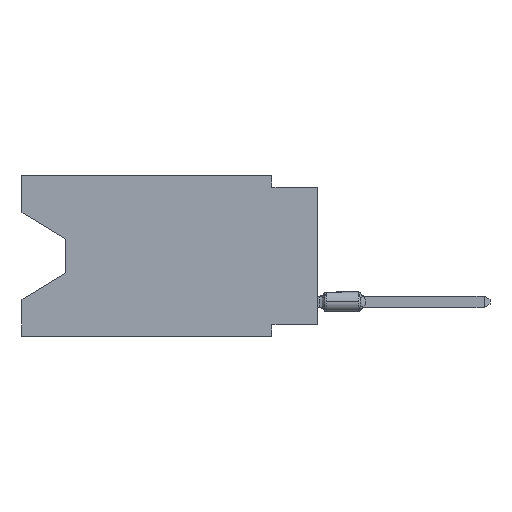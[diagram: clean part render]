
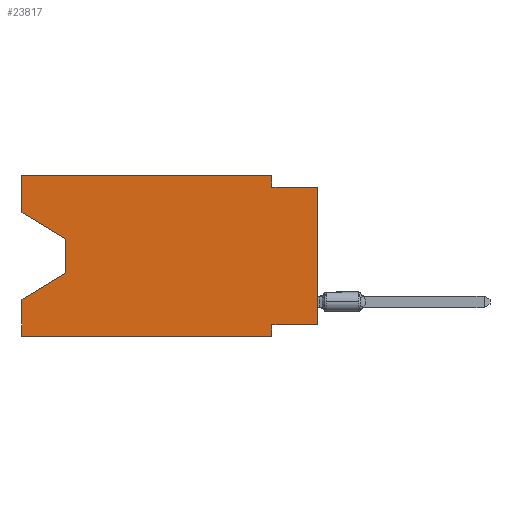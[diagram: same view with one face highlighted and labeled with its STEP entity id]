
A CAD part, left-side view. The second image highlights one B-rep face of the part: STEP entity #23817.
In plain terms, the highlighted planar face has unit normal (-1, 0, 0).
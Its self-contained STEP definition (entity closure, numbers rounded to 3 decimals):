
#60 = CARTESIAN_POINT ( 'NONE',  ( 0., 16.383, 0. ) ) ;
#830 = VERTEX_POINT ( 'NONE', #26519 ) ;
#872 = VECTOR ( 'NONE', #15303, 1000. ) ;
#1410 = CARTESIAN_POINT ( 'NONE',  ( 0., 13.97, -5.385 ) ) ;
#1450 = ORIENTED_EDGE ( 'NONE', *, *, #25825, .T. ) ;
#1627 = PLANE ( 'NONE',  #9539 ) ;
#1718 = CARTESIAN_POINT ( 'NONE',  ( 0., 16.383, -8.89 ) ) ;
#2389 = CARTESIAN_POINT ( 'NONE',  ( 0., 0., -8.255 ) ) ;
#3285 = VERTEX_POINT ( 'NONE', #10690 ) ;
#3394 = LINE ( 'NONE', #20302, #14905 ) ;
#4071 = LINE ( 'NONE', #1718, #6633 ) ;
#4238 = VERTEX_POINT ( 'NONE', #23264 ) ;
#4410 = CARTESIAN_POINT ( 'NONE',  ( 0., 2.54, 0. ) ) ;
#4578 = CARTESIAN_POINT ( 'NONE',  ( 0., 16.383, -8.89 ) ) ;
#5234 = CARTESIAN_POINT ( 'NONE',  ( 0., 16.383, 0. ) ) ;
#5992 = VECTOR ( 'NONE', #12921, 1000. ) ;
#6145 = CARTESIAN_POINT ( 'NONE',  ( 0., 13.97, -3.505 ) ) ;
#6187 = EDGE_CURVE ( 'NONE', #22711, #3285, #26174, .T. ) ;
#6633 = VECTOR ( 'NONE', #10013, 1000. ) ;
#6852 = CARTESIAN_POINT ( 'NONE',  ( 0., 0., -8.255 ) ) ;
#7089 = EDGE_CURVE ( 'NONE', #23131, #23947, #21561, .T. ) ;
#7568 = CARTESIAN_POINT ( 'NONE',  ( 0., 16.383, 0. ) ) ;
#7914 = DIRECTION ( 'NONE',  ( 0., 0., -1. ) ) ;
#8200 = ORIENTED_EDGE ( 'NONE', *, *, #26695, .F. ) ;
#8248 = EDGE_CURVE ( 'NONE', #10672, #22627, #4071, .T. ) ;
#8309 = EDGE_CURVE ( 'NONE', #4238, #830, #10288, .T. ) ;
#8547 = EDGE_LOOP ( 'NONE', ( #23647, #1450, #18383, #20613, #18595, #16912, #14708, #21187, #27045, #12244, #8200, #24358 ) ) ;
#9178 = CARTESIAN_POINT ( 'NONE',  ( 0., 0., 0. ) ) ;
#9539 = AXIS2_PLACEMENT_3D ( 'NONE', #7568, #20342, #12143 ) ;
#10013 = DIRECTION ( 'NONE',  ( 0., -1., 0. ) ) ;
#10170 = CARTESIAN_POINT ( 'NONE',  ( 0., 2.54, -8.89 ) ) ;
#10288 = LINE ( 'NONE', #10975, #14581 ) ;
#10397 = LINE ( 'NONE', #21081, #15572 ) ;
#10540 = DIRECTION ( 'NONE',  ( 0., 0., 1. ) ) ;
#10672 = VERTEX_POINT ( 'NONE', #4578 ) ;
#10690 = CARTESIAN_POINT ( 'NONE',  ( 0., 0., -0.635 ) ) ;
#10975 = CARTESIAN_POINT ( 'NONE',  ( 0., 16.383, -2.038 ) ) ;
#11746 = EDGE_CURVE ( 'NONE', #4238, #23652, #10397, .T. ) ;
#11963 = DIRECTION ( 'NONE',  ( 0., 0., -1. ) ) ;
#12143 = DIRECTION ( 'NONE',  ( 0., 0., -1. ) ) ;
#12244 = ORIENTED_EDGE ( 'NONE', *, *, #23024, .F. ) ;
#12921 = DIRECTION ( 'NONE',  ( 0., 0., -1. ) ) ;
#12977 = VERTEX_POINT ( 'NONE', #4410 ) ;
#13577 = CARTESIAN_POINT ( 'NONE',  ( 0., 16.383, -6.852 ) ) ;
#14330 = LINE ( 'NONE', #60, #26514 ) ;
#14581 = VECTOR ( 'NONE', #19308, 1000. ) ;
#14708 = ORIENTED_EDGE ( 'NONE', *, *, #7089, .F. ) ;
#14905 = VECTOR ( 'NONE', #11963, 1000. ) ;
#15260 = VECTOR ( 'NONE', #26507, 1000. ) ;
#15303 = DIRECTION ( 'NONE',  ( 0., 1., 0. ) ) ;
#15572 = VECTOR ( 'NONE', #10540, 1000. ) ;
#15621 = VERTEX_POINT ( 'NONE', #13577 ) ;
#15635 = DIRECTION ( 'NONE',  ( 0., -1., 0. ) ) ;
#15779 = VECTOR ( 'NONE', #7914, 1000. ) ;
#16090 = CARTESIAN_POINT ( 'NONE',  ( 0., 2.54, 0. ) ) ;
#16912 = ORIENTED_EDGE ( 'NONE', *, *, #18007, .F. ) ;
#17639 = VECTOR ( 'NONE', #15635, 1000. ) ;
#18007 = EDGE_CURVE ( 'NONE', #23947, #22627, #3394, .T. ) ;
#18057 = CARTESIAN_POINT ( 'NONE',  ( 0., 16.383, 0. ) ) ;
#18175 = LINE ( 'NONE', #19868, #15260 ) ;
#18235 = FACE_OUTER_BOUND ( 'NONE', #8547, .T. ) ;
#18383 = ORIENTED_EDGE ( 'NONE', *, *, #20631, .T. ) ;
#18460 = VERTEX_POINT ( 'NONE', #1410 ) ;
#18595 = ORIENTED_EDGE ( 'NONE', *, *, #8248, .T. ) ;
#18775 = DIRECTION ( 'NONE',  ( 0., 0., 1. ) ) ;
#19307 = LINE ( 'NONE', #6145, #5992 ) ;
#19308 = DIRECTION ( 'NONE',  ( 0., -0.855, -0.519 ) ) ;
#19343 = EDGE_CURVE ( 'NONE', #23131, #3285, #21800, .T. ) ;
#19724 = DIRECTION ( 'NONE',  ( 0., 0., 1. ) ) ;
#19868 = CARTESIAN_POINT ( 'NONE',  ( 0., 13.97, -5.385 ) ) ;
#20302 = CARTESIAN_POINT ( 'NONE',  ( 0., 2.54, -8.89 ) ) ;
#20342 = DIRECTION ( 'NONE',  ( 1., 0., 0. ) ) ;
#20613 = ORIENTED_EDGE ( 'NONE', *, *, #24298, .F. ) ;
#20631 = EDGE_CURVE ( 'NONE', #18460, #15621, #18175, .T. ) ;
#21081 = CARTESIAN_POINT ( 'NONE',  ( 0., 16.383, 0. ) ) ;
#21187 = ORIENTED_EDGE ( 'NONE', *, *, #19343, .T. ) ;
#21561 = LINE ( 'NONE', #6852, #872 ) ;
#21800 = LINE ( 'NONE', #9178, #25823 ) ;
#21957 = LINE ( 'NONE', #18057, #26376 ) ;
#22225 = DIRECTION ( 'NONE',  ( 0., -1., 0. ) ) ;
#22627 = VERTEX_POINT ( 'NONE', #10170 ) ;
#22711 = VERTEX_POINT ( 'NONE', #25563 ) ;
#23024 = EDGE_CURVE ( 'NONE', #12977, #22711, #26765, .T. ) ;
#23131 = VERTEX_POINT ( 'NONE', #2389 ) ;
#23264 = CARTESIAN_POINT ( 'NONE',  ( 0., 16.383, -2.038 ) ) ;
#23391 = CARTESIAN_POINT ( 'NONE',  ( 0., 2.54, -8.255 ) ) ;
#23647 = ORIENTED_EDGE ( 'NONE', *, *, #8309, .T. ) ;
#23652 = VERTEX_POINT ( 'NONE', #5234 ) ;
#23817 = ADVANCED_FACE ( 'NONE', ( #18235 ), #1627, .F. ) ;
#23947 = VERTEX_POINT ( 'NONE', #23391 ) ;
#23967 = CARTESIAN_POINT ( 'NONE',  ( 0., 0., -0.635 ) ) ;
#24298 = EDGE_CURVE ( 'NONE', #10672, #15621, #14330, .T. ) ;
#24358 = ORIENTED_EDGE ( 'NONE', *, *, #11746, .F. ) ;
#25563 = CARTESIAN_POINT ( 'NONE',  ( 0., 2.54, -0.635 ) ) ;
#25823 = VECTOR ( 'NONE', #19724, 1000. ) ;
#25825 = EDGE_CURVE ( 'NONE', #830, #18460, #19307, .T. ) ;
#26174 = LINE ( 'NONE', #23967, #17639 ) ;
#26376 = VECTOR ( 'NONE', #22225, 1000. ) ;
#26507 = DIRECTION ( 'NONE',  ( 0., 0.855, -0.519 ) ) ;
#26514 = VECTOR ( 'NONE', #18775, 1000. ) ;
#26519 = CARTESIAN_POINT ( 'NONE',  ( 0., 13.97, -3.505 ) ) ;
#26695 = EDGE_CURVE ( 'NONE', #23652, #12977, #21957, .T. ) ;
#26765 = LINE ( 'NONE', #16090, #15779 ) ;
#27045 = ORIENTED_EDGE ( 'NONE', *, *, #6187, .F. ) ;
